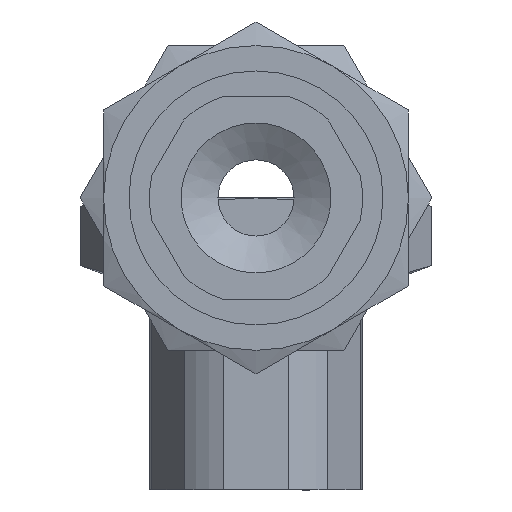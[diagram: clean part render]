
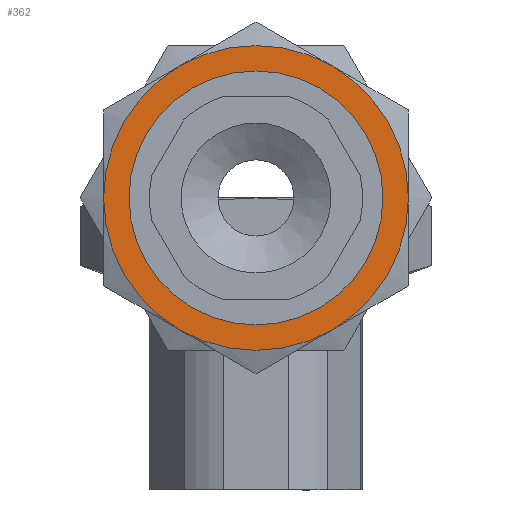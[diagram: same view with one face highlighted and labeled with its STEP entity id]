
A CAD part, front view. The second image highlights one B-rep face of the part: STEP entity #362.
In plain terms, the highlighted face is planar.
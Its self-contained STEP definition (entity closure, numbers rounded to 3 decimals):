
#362 = ADVANCED_FACE( 'NONE', ( #604, #605 ), #606, .F. );
#604 = FACE_OUTER_BOUND( '', #771, .T. );
#605 = FACE_BOUND( '', #772, .T. );
#606 = PLANE( '', #773 );
#771 = EDGE_LOOP( '', ( #1077, #1078, #1079, #1080, #1081, #1082 ) );
#772 = EDGE_LOOP( '', ( #1083 ) );
#773 = AXIS2_PLACEMENT_3D( '', #1084, #1085, #1086 );
#1077 = ORIENTED_EDGE( '', *, *, #1409, .T. );
#1078 = ORIENTED_EDGE( '', *, *, #1410, .T. );
#1079 = ORIENTED_EDGE( '', *, *, #1407, .T. );
#1080 = ORIENTED_EDGE( '', *, *, #1411, .T. );
#1081 = ORIENTED_EDGE( '', *, *, #1412, .T. );
#1082 = ORIENTED_EDGE( '', *, *, #1413, .T. );
#1083 = ORIENTED_EDGE( '', *, *, #1414, .F. );
#1084 = CARTESIAN_POINT( '', ( 20.785, -12., 0. ) );
#1085 = DIRECTION( '', ( 0., 0., -1. ) );
#1086 = DIRECTION( '', ( 0., -1., 0. ) );
#1407 = EDGE_CURVE( 'NONE', #1618, #1611, #1619, .T. );
#1409 = EDGE_CURVE( 'NONE', #1621, #1622, #1623, .T. );
#1410 = EDGE_CURVE( 'NONE', #1622, #1618, #1624, .T. );
#1411 = EDGE_CURVE( 'NONE', #1611, #1625, #1626, .T. );
#1412 = EDGE_CURVE( 'NONE', #1625, #1627, #1628, .T. );
#1413 = EDGE_CURVE( 'NONE', #1627, #1621, #1629, .T. );
#1414 = EDGE_CURVE( 'NONE', #1630, #1630, #1631, .T. );
#1611 = VERTEX_POINT( 'NONE', #1801 );
#1618 = VERTEX_POINT( 'NONE', #1824 );
#1619 = CIRCLE( '', #1825, 12. );
#1621 = VERTEX_POINT( 'NONE', #1832 );
#1622 = VERTEX_POINT( 'NONE', #1833 );
#1623 = CIRCLE( '', #1834, 12. );
#1624 = CIRCLE( '', #1835, 12. );
#1625 = VERTEX_POINT( 'NONE', #1836 );
#1626 = CIRCLE( '', #1837, 12. );
#1627 = VERTEX_POINT( 'NONE', #1838 );
#1628 = CIRCLE( '', #1839, 12. );
#1629 = CIRCLE( '', #1840, 12. );
#1630 = VERTEX_POINT( '', #1841 );
#1631 = CIRCLE( '', #1842, 9.25 );
#1801 = CARTESIAN_POINT( '', ( 0., -12., 0. ) );
#1824 = CARTESIAN_POINT( '', ( -10.392, -6., 0. ) );
#1825 = AXIS2_PLACEMENT_3D( '', #2059, #2060, #2061 );
#1832 = CARTESIAN_POINT( '', ( 0., 12., 0. ) );
#1833 = CARTESIAN_POINT( '', ( -10.392, 6., 0. ) );
#1834 = AXIS2_PLACEMENT_3D( '', #2062, #2063, #2064 );
#1835 = AXIS2_PLACEMENT_3D( '', #2065, #2066, #2067 );
#1836 = CARTESIAN_POINT( '', ( 10.392, -6., 0. ) );
#1837 = AXIS2_PLACEMENT_3D( '', #2068, #2069, #2070 );
#1838 = CARTESIAN_POINT( '', ( 10.392, 6., 0. ) );
#1839 = AXIS2_PLACEMENT_3D( '', #2071, #2072, #2073 );
#1840 = AXIS2_PLACEMENT_3D( '', #2074, #2075, #2076 );
#1841 = CARTESIAN_POINT( '', ( 9.25, 0., 0. ) );
#1842 = AXIS2_PLACEMENT_3D( '', #2077, #2078, #2079 );
#2059 = CARTESIAN_POINT( '', ( 0., 0., 0. ) );
#2060 = DIRECTION( '', ( 0., 0., 1. ) );
#2061 = DIRECTION( '', ( 1., 0., 0. ) );
#2062 = CARTESIAN_POINT( '', ( 0., 0., 0. ) );
#2063 = DIRECTION( '', ( 0., 0., 1. ) );
#2064 = DIRECTION( '', ( 1., 0., 0. ) );
#2065 = CARTESIAN_POINT( '', ( 0., 0., 0. ) );
#2066 = DIRECTION( '', ( 0., 0., 1. ) );
#2067 = DIRECTION( '', ( 1., 0., 0. ) );
#2068 = CARTESIAN_POINT( '', ( 0., 0., 0. ) );
#2069 = DIRECTION( '', ( 0., 0., 1. ) );
#2070 = DIRECTION( '', ( 1., 0., 0. ) );
#2071 = CARTESIAN_POINT( '', ( 0., 0., 0. ) );
#2072 = DIRECTION( '', ( 0., 0., 1. ) );
#2073 = DIRECTION( '', ( 1., 0., 0. ) );
#2074 = CARTESIAN_POINT( '', ( 0., 0., 0. ) );
#2075 = DIRECTION( '', ( 0., 0., 1. ) );
#2076 = DIRECTION( '', ( 1., 0., 0. ) );
#2077 = CARTESIAN_POINT( '', ( 0., 0., 0. ) );
#2078 = DIRECTION( '', ( 0., 0., 1. ) );
#2079 = DIRECTION( '', ( 1., 0., 0. ) );
